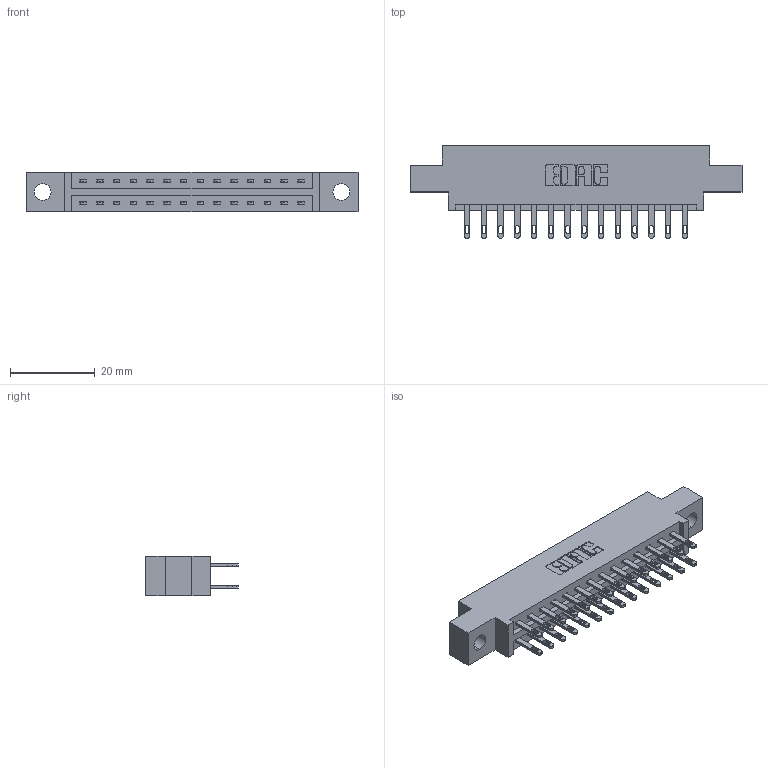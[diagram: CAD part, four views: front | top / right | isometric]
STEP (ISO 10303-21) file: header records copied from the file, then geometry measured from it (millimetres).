
FILE_DESCRIPTION (( 'STEP AP203' ), '1' );
FILE_NAME ('337-028-500-804.STEP', '2019-10-10T22:21:07', ( '' ), ( '' ), 'SwSTEP 2.0', 'SolidWorks 2016', '' );
FILE_SCHEMA (( 'CONFIG_CONTROL_DESIGN' ));
Length unit declared in the file: inch
Products named in the file (3): 337-028-500-804; 337 Part_0.170 Offset - 0.156 Dia-TH; 345-292-001_345-293-100
Assembly tree (29 placements, depth 2):
  337-028-500-804
    337 Part_0.170 Offset - 0.156 Dia-TH
    345-292-001_345-293-100  x28
Bounding box: 78.49 x 21.85 x 9.4 mm (x, y, z)
Volume: 7779 mm3; surface area: 8738.1 mm2
Topology: 29 solids, 29 shells, 1518 faces, 4607 edges, 3070 vertices
Faces by surface type: plane 970, cylinder 548
Entity records: 14541 total; most frequent: CARTESIAN_POINT 2474, ORIENTED_EDGE 2410, DIRECTION 2157, EDGE_CURVE 1205, LINE 1073, VECTOR 1073, VERTEX_POINT 802, AXIS2_PLACEMENT_3D 542
